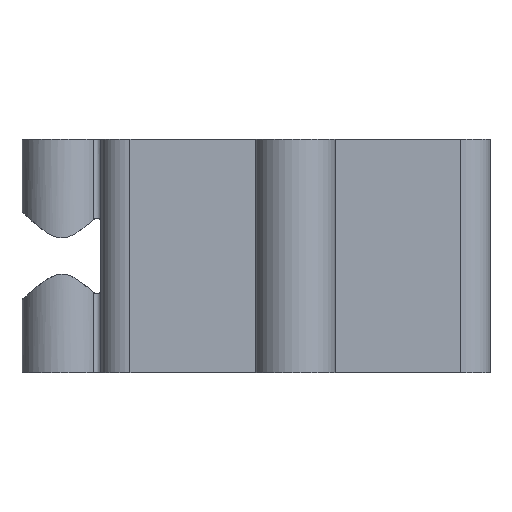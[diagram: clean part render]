
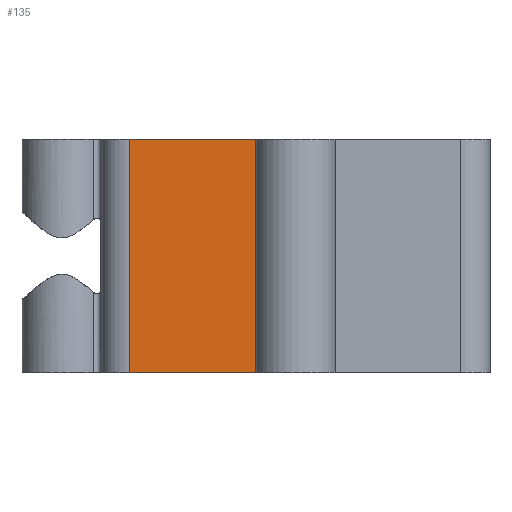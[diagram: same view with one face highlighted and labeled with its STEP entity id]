
A CAD part, left-side view. The second image highlights one B-rep face of the part: STEP entity #135.
In plain terms, the highlighted planar face has unit normal (-1, 0, 0).
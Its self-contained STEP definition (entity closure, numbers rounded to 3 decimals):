
#135 = ADVANCED_FACE( '', ( #302 ), #303, .F. );
#302 = FACE_OUTER_BOUND( '', #501, .T. );
#303 = PLANE( '', #502 );
#501 = EDGE_LOOP( '', ( #827, #828, #829, #830 ) );
#502 = AXIS2_PLACEMENT_3D( '', #831, #832, #833 );
#827 = ORIENTED_EDGE( '', *, *, #1352, .T. );
#828 = ORIENTED_EDGE( '', *, *, #1353, .F. );
#829 = ORIENTED_EDGE( '', *, *, #1354, .F. );
#830 = ORIENTED_EDGE( '', *, *, #1355, .T. );
#831 = CARTESIAN_POINT( '', ( -11., 18.5, 6. ) );
#832 = DIRECTION( '', ( 1., 0., 0. ) );
#833 = DIRECTION( '', ( 0., 0., -1. ) );
#1352 = EDGE_CURVE( '', #1676, #1677, #1678, .T. );
#1353 = EDGE_CURVE( '', #1679, #1677, #1680, .T. );
#1354 = EDGE_CURVE( '', #1681, #1679, #1682, .T. );
#1355 = EDGE_CURVE( '', #1681, #1676, #1683, .T. );
#1676 = VERTEX_POINT( '', #2237 );
#1677 = VERTEX_POINT( '', #2238 );
#1678 = LINE( '', #2239, #2240 );
#1679 = VERTEX_POINT( '', #2241 );
#1680 = LINE( '', #2242, #2243 );
#1681 = VERTEX_POINT( '', #2244 );
#1682 = LINE( '', #2245, #2246 );
#1683 = LINE( '', #2247, #2248 );
#2237 = CARTESIAN_POINT( '', ( -11., 18.5, -6. ) );
#2238 = CARTESIAN_POINT( '', ( -11., 11.35, -6. ) );
#2239 = CARTESIAN_POINT( '', ( -11., 18.5, -6. ) );
#2240 = VECTOR( '', #2782, 1000. );
#2241 = CARTESIAN_POINT( '', ( -11., 11.35, 6. ) );
#2242 = CARTESIAN_POINT( '', ( -11., 11.35, 6. ) );
#2243 = VECTOR( '', #2783, 1000. );
#2244 = CARTESIAN_POINT( '', ( -11., 18.5, 6. ) );
#2245 = CARTESIAN_POINT( '', ( -11., 18.5, 6. ) );
#2246 = VECTOR( '', #2784, 1000. );
#2247 = CARTESIAN_POINT( '', ( -11., 18.5, 6. ) );
#2248 = VECTOR( '', #2785, 1000. );
#2782 = DIRECTION( '', ( 0., -1., 0. ) );
#2783 = DIRECTION( '', ( 0., 0., -1. ) );
#2784 = DIRECTION( '', ( 0., -1., 0. ) );
#2785 = DIRECTION( '', ( 0., 0., -1. ) );
